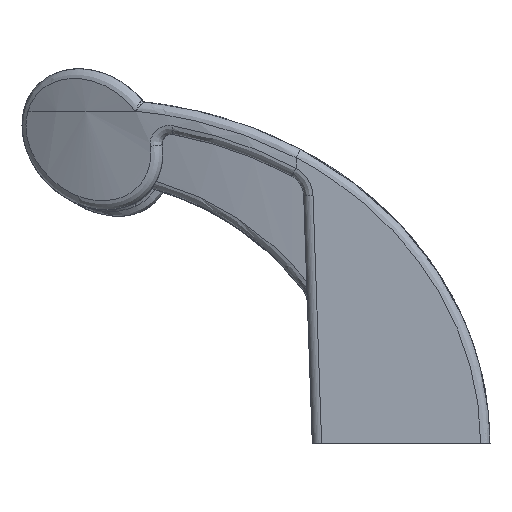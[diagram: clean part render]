
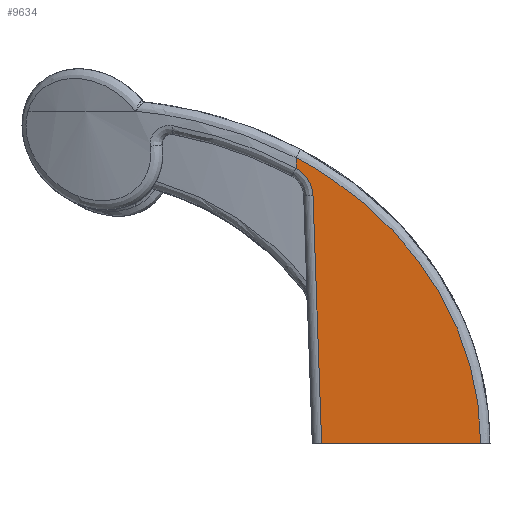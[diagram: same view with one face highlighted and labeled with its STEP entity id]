
A CAD part, left-side view. The second image highlights one B-rep face of the part: STEP entity #9634.
In plain terms, the highlighted planar face has unit normal (-0.999, 0, -0.035).
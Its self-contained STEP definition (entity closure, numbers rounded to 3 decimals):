
#329 = ORIENTED_EDGE ( 'NONE', *, *, #2537, .T. ) ;
#346 = VECTOR ( 'NONE', #13209, 1000. ) ;
#753 = CARTESIAN_POINT ( 'NONE',  ( -118.305, 2.625, 8.742 ) ) ;
#863 = CARTESIAN_POINT ( 'NONE',  ( -118., 2., 0. ) ) ;
#937 =( BOUNDED_CURVE ( )  B_SPLINE_CURVE ( 3, ( #13510, #18504, #3759, #18614 ),
 .UNSPECIFIED., .F., .F. ) 
 B_SPLINE_CURVE_WITH_KNOTS ( ( 4, 4 ),
 ( 0.502, 1.536 ),
 .UNSPECIFIED. ) 
 CURVE ( )  GEOMETRIC_REPRESENTATION_ITEM ( )  RATIONAL_B_SPLINE_CURVE ( ( 1., 0.913, 0.913, 1. ) ) 
 REPRESENTATION_ITEM ( '' )  );
#977 = CARTESIAN_POINT ( 'NONE',  ( -118.923, 7.847, 26.445 ) ) ;
#1003 = CARTESIAN_POINT ( 'NONE',  ( -118., 41.475, 0. ) ) ;
#1194 = CARTESIAN_POINT ( 'NONE',  ( -119.498, 18.459, 42.892 ) ) ;
#1200 = EDGE_CURVE ( 'NONE', #17421, #8325, #9184, .T. ) ;
#1407 = CARTESIAN_POINT ( 'NONE',  ( -119.944, 32.629, 55.655 ) ) ;
#1499 = CARTESIAN_POINT ( 'NONE',  ( -119.848, 37.849, 52.911 ) ) ;
#1506 = CARTESIAN_POINT ( 'NONE',  ( -119.751, 25.623, 50.136 ) ) ;
#1613 = CARTESIAN_POINT ( 'NONE',  ( -119.952, 32.957, 55.884 ) ) ;
#2269 = CARTESIAN_POINT ( 'NONE',  ( -118.056, 2.002, 1.596 ) ) ;
#2482 = CARTESIAN_POINT ( 'NONE',  ( -118.469, 3.44, 13.431 ) ) ;
#2537 = EDGE_CURVE ( 'NONE', #15616, #7886, #16461, .T. ) ;
#2558 = ORIENTED_EDGE ( 'NONE', *, *, #1200, .T. ) ;
#2815 = CARTESIAN_POINT ( 'NONE',  ( -119.753, 25.699, 50.203 ) ) ;
#2922 = CARTESIAN_POINT ( 'NONE',  ( -119.845, 28.784, 52.821 ) ) ;
#3121 = CARTESIAN_POINT ( 'NONE',  ( -119.739, 25.246, 49.801 ) ) ;
#3759 = CARTESIAN_POINT ( 'NONE',  ( -119.936, 37.937, 55.435 ) ) ;
#4118 = CARTESIAN_POINT ( 'NONE',  ( -118., 36.001, 0. ) ) ;
#4639 = CARTESIAN_POINT ( 'NONE',  ( -120.132, 41.475, 61.06 ) ) ;
#4739 = CARTESIAN_POINT ( 'NONE',  ( -119.754, 25.738, 50.237 ) ) ;
#5347 = ORIENTED_EDGE ( 'NONE', *, *, #10451, .T. ) ;
#5603 = FACE_OUTER_BOUND ( 'NONE', #13180, .T. ) ;
#5712 = PLANE ( 'NONE',  #15560 ) ;
#5714 = CARTESIAN_POINT ( 'NONE',  ( -118.285, 2.541, 8.149 ) ) ;
#5821 = CARTESIAN_POINT ( 'NONE',  ( -118.71, 5.386, 20.32 ) ) ;
#5974 = CARTESIAN_POINT ( 'NONE',  ( -118.002, 36.004, 0.07 ) ) ;
#6063 = CARTESIAN_POINT ( 'NONE',  ( -118., 2., 0. ) ) ;
#6253 = CARTESIAN_POINT ( 'NONE',  ( -119.482, 18.068, 42.437 ) ) ;
#6461 = CARTESIAN_POINT ( 'NONE',  ( -120.022, 35.901, 57.906 ) ) ;
#6707 = EDGE_CURVE ( 'NONE', #15030, #15616, #17450, .T. ) ;
#7094 = B_SPLINE_CURVE_WITH_KNOTS ( 'NONE', 3,
 ( #863, #2269, #14149, #8934, #5714, #753, #12308, #17298, #8833, #2482, #15443, #14038, #20663, #5821, #19044, #15766, #977, #7542, #20773, #8089, #14787, #20995, #19487, #21104, #14368, #18065, #16424, #15985, #21311, #12741, #8191, #14694, #13067, #6253, #1194, #7766, #16310, #14479, #7980, #17956, #16207, #3121, #12853, #1506, #2815, #4739, #21409, #2922, #12635, #19267, #1407, #1613, #11337, #6461, #14584, #4639 ),
 .UNSPECIFIED., .F., .F.,
 ( 4, 1, 1, 1, 2, 2, 1, 2, 2, 1, 1, 1, 1, 1, 2, 2, 1, 1, 1, 1, 2, 2, 1, 1, 1, 2, 2, 1, 1, 1, 1, 1, 2, 2, 1, 1, 1, 2, 2, 4 ),
 ( 0., 0.062, 0.094, 0.109, 0.117, 0.125, 0.187, 0.219, 0.25, 0.312, 0.344, 0.359, 0.367, 0.371, 0.373, 0.375, 0.437, 0.469, 0.484, 0.492, 0.496, 0.5, 0.562, 0.594, 0.609, 0.617, 0.625, 0.688, 0.719, 0.734, 0.742, 0.746, 0.748, 0.75, 0.813, 0.844, 0.859, 0.867, 0.875, 1. ),
 .UNSPECIFIED. ) ;
#7542 = CARTESIAN_POINT ( 'NONE',  ( -118.946, 8.146, 27.084 ) ) ;
#7766 = CARTESIAN_POINT ( 'NONE',  ( -119.508, 18.721, 43.195 ) ) ;
#7886 = VERTEX_POINT ( 'NONE', #6063 ) ;
#7980 = CARTESIAN_POINT ( 'NONE',  ( -119.621, 21.672, 46.427 ) ) ;
#8089 = CARTESIAN_POINT ( 'NONE',  ( -118.962, 8.362, 27.539 ) ) ;
#8191 = CARTESIAN_POINT ( 'NONE',  ( -119.301, 14.049, 37.264 ) ) ;
#8325 = VERTEX_POINT ( 'NONE', #19123 ) ;
#8833 = CARTESIAN_POINT ( 'NONE',  ( -118.388, 2.987, 11.099 ) ) ;
#8934 = CARTESIAN_POINT ( 'NONE',  ( -118.236, 2.366, 6.762 ) ) ;
#9152 = DIRECTION ( 'NONE',  ( -0.035, 0., 0.999 ) ) ;
#9184 = LINE ( 'NONE', #1003, #17645 ) ;
#9634 = ADVANCED_FACE ( 'NONE', ( #5603 ), #5712, .T. ) ;
#10249 = EDGE_CURVE ( 'NONE', #8325, #15030, #937, .T. ) ;
#10451 = EDGE_CURVE ( 'NONE', #7886, #17421, #7094, .T. ) ;
#10936 = DIRECTION ( 'NONE',  ( 0.035, 0., -0.999 ) ) ;
#10949 = DIRECTION ( 'NONE',  ( 0.035, -0.035, -0.999 ) ) ;
#11337 = CARTESIAN_POINT ( 'NONE',  ( -119.956, 33.123, 55.999 ) ) ;
#11382 = CARTESIAN_POINT ( 'NONE',  ( -118., 0., 0. ) ) ;
#12306 = CARTESIAN_POINT ( 'NONE',  ( -118., 0., 0. ) ) ;
#12308 = CARTESIAN_POINT ( 'NONE',  ( -118.319, 2.683, 9.138 ) ) ;
#12635 = CARTESIAN_POINT ( 'NONE',  ( -119.903, 31.005, 54.495 ) ) ;
#12741 = CARTESIAN_POINT ( 'NONE',  ( -119.253, 13.117, 35.871 ) ) ;
#12853 = CARTESIAN_POINT ( 'NONE',  ( -119.747, 25.51, 50.036 ) ) ;
#13067 = CARTESIAN_POINT ( 'NONE',  ( -119.445, 17.17, 41.367 ) ) ;
#13180 = EDGE_LOOP ( 'NONE', ( #2558, #16990, #19518, #329, #5347 ) ) ;
#13209 = DIRECTION ( 'NONE',  ( 0., -1., 0. ) ) ;
#13510 = CARTESIAN_POINT ( 'NONE',  ( -120.053, 41.475, 58.802 ) ) ;
#14038 = CARTESIAN_POINT ( 'NONE',  ( -118.603, 4.445, 17.274 ) ) ;
#14149 = CARTESIAN_POINT ( 'NONE',  ( -118.139, 2.096, 3.985 ) ) ;
#14368 = CARTESIAN_POINT ( 'NONE',  ( -119.174, 11.662, 33.61 ) ) ;
#14479 = CARTESIAN_POINT ( 'NONE',  ( -119.561, 20.036, 44.687 ) ) ;
#14584 = CARTESIAN_POINT ( 'NONE',  ( -120.08, 38.63, 59.555 ) ) ;
#14694 = CARTESIAN_POINT ( 'NONE',  ( -119.369, 15.434, 39.19 ) ) ;
#14787 = CARTESIAN_POINT ( 'NONE',  ( -118.965, 8.406, 27.629 ) ) ;
#15030 = VERTEX_POINT ( 'NONE', #1499 ) ;
#15443 = CARTESIAN_POINT ( 'NONE',  ( -118.55, 4.025, 15.74 ) ) ;
#15560 = AXIS2_PLACEMENT_3D ( 'NONE', #12306, #17186, #9152 ) ;
#15568 = CARTESIAN_POINT ( 'NONE',  ( -120.132, 41.475, 61.06 ) ) ;
#15616 = VERTEX_POINT ( 'NONE', #4118 ) ;
#15766 = CARTESIAN_POINT ( 'NONE',  ( -118.879, 7.269, 25.163 ) ) ;
#15861 = VECTOR ( 'NONE', #10949, 1000. ) ;
#15985 = CARTESIAN_POINT ( 'NONE',  ( -119.244, 12.951, 35.621 ) ) ;
#16207 = CARTESIAN_POINT ( 'NONE',  ( -119.723, 24.722, 49.33 ) ) ;
#16310 = CARTESIAN_POINT ( 'NONE',  ( -119.514, 18.855, 43.347 ) ) ;
#16424 = CARTESIAN_POINT ( 'NONE',  ( -119.235, 12.786, 35.371 ) ) ;
#16461 = LINE ( 'NONE', #11382, #346 ) ;
#16990 = ORIENTED_EDGE ( 'NONE', *, *, #10249, .T. ) ;
#17186 = DIRECTION ( 'NONE',  ( -0.999, 0., -0.035 ) ) ;
#17298 = CARTESIAN_POINT ( 'NONE',  ( -118.326, 2.713, 9.338 ) ) ;
#17421 = VERTEX_POINT ( 'NONE', #15568 ) ;
#17450 = LINE ( 'NONE', #5974, #15861 ) ;
#17645 = VECTOR ( 'NONE', #10936, 1000. ) ;
#17956 = CARTESIAN_POINT ( 'NONE',  ( -119.689, 23.687, 48.376 ) ) ;
#18065 = CARTESIAN_POINT ( 'NONE',  ( -119.215, 12.406, 34.786 ) ) ;
#18504 = CARTESIAN_POINT ( 'NONE',  ( -120.011, 39.261, 57.587 ) ) ;
#18614 = CARTESIAN_POINT ( 'NONE',  ( -119.848, 37.849, 52.911 ) ) ;
#19044 = CARTESIAN_POINT ( 'NONE',  ( -118.788, 6.187, 22.576 ) ) ;
#19123 = CARTESIAN_POINT ( 'NONE',  ( -120.053, 41.475, 58.802 ) ) ;
#19267 = CARTESIAN_POINT ( 'NONE',  ( -119.931, 32.138, 55.311 ) ) ;
#19487 = CARTESIAN_POINT ( 'NONE',  ( -119.017, 9.136, 29.137 ) ) ;
#19518 = ORIENTED_EDGE ( 'NONE', *, *, #6707, .T. ) ;
#20663 = CARTESIAN_POINT ( 'NONE',  ( -118.63, 4.67, 18.039 ) ) ;
#20773 = CARTESIAN_POINT ( 'NONE',  ( -118.957, 8.297, 27.402 ) ) ;
#20995 = CARTESIAN_POINT ( 'NONE',  ( -118.966, 8.429, 27.676 ) ) ;
#21104 = CARTESIAN_POINT ( 'NONE',  ( -119.091, 10.24, 31.228 ) ) ;
#21311 = CARTESIAN_POINT ( 'NONE',  ( -119.25, 13.061, 35.787 ) ) ;
#21409 = CARTESIAN_POINT ( 'NONE',  ( -119.792, 26.958, 51.31 ) ) ;
